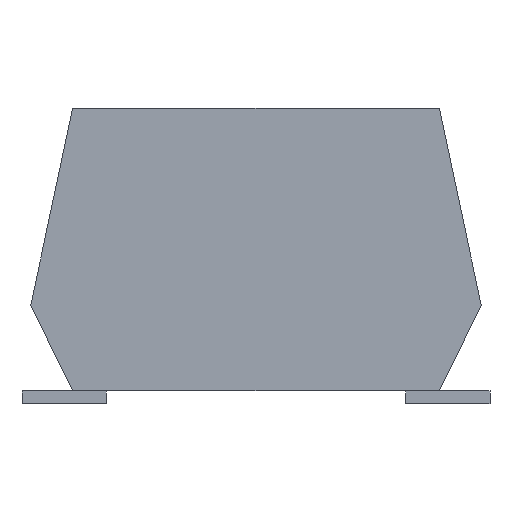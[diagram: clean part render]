
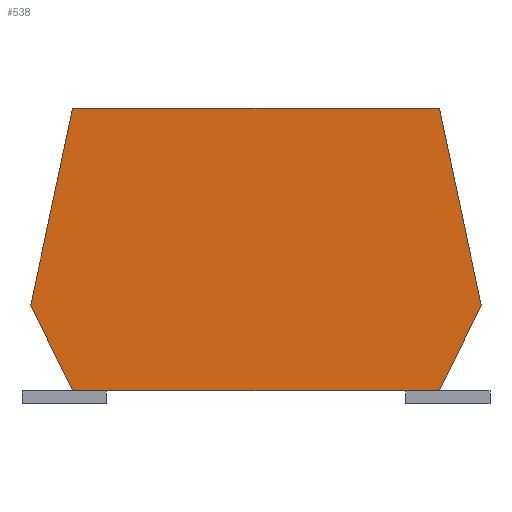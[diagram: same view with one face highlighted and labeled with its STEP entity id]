
A CAD part, front view. The second image highlights one B-rep face of the part: STEP entity #538.
In plain terms, the highlighted planar face has unit normal (0, -1, 0).
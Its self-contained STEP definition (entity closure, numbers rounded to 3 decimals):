
#272 = ORIENTED_EDGE ( 'NONE', *, *, #4369, .F. ) ;
#538 = ADVANCED_FACE ( 'NONE', ( #12073 ), #9874, .F. ) ;
#792 = CARTESIAN_POINT ( 'NONE',  ( 4.35, -6.375, 6.7 ) ) ;
#870 = VECTOR ( 'NONE', #9324, 1000. ) ;
#991 = VECTOR ( 'NONE', #2898, 1000. ) ;
#1043 = VERTEX_POINT ( 'NONE', #3981 ) ;
#1087 = AXIS2_PLACEMENT_3D ( 'NONE', #3585, #10999, #4654 ) ;
#1239 = CARTESIAN_POINT ( 'NONE',  ( -5.35, -6.375, 0. ) ) ;
#1314 = ORIENTED_EDGE ( 'NONE', *, *, #3942, .F. ) ;
#1870 = EDGE_CURVE ( 'NONE', #5961, #12272, #9490, .T. ) ;
#2288 = ORIENTED_EDGE ( 'NONE', *, *, #11692, .T. ) ;
#2327 = DIRECTION ( 'NONE',  ( 1., 0., 0. ) ) ;
#2733 = VECTOR ( 'NONE', #4722, 1000. ) ;
#2898 = DIRECTION ( 'NONE',  ( 0.208, 0., 0.978 ) ) ;
#3082 = LINE ( 'NONE', #3650, #2733 ) ;
#3585 = CARTESIAN_POINT ( 'NONE',  ( -5.35, -6.375, 0. ) ) ;
#3650 = CARTESIAN_POINT ( 'NONE',  ( -5.35, -6.375, 6.7 ) ) ;
#3709 = LINE ( 'NONE', #13299, #10339 ) ;
#3917 = VECTOR ( 'NONE', #2327, 1000. ) ;
#3931 = CARTESIAN_POINT ( 'NONE',  ( -5.342, -6.375, 2.034 ) ) ;
#3942 = EDGE_CURVE ( 'NONE', #1043, #10641, #12206, .T. ) ;
#3981 = CARTESIAN_POINT ( 'NONE',  ( 4.35, -6.375, 6.7 ) ) ;
#4263 = LINE ( 'NONE', #1239, #3917 ) ;
#4369 = EDGE_CURVE ( 'NONE', #8494, #5961, #9509, .T. ) ;
#4654 = DIRECTION ( 'NONE',  ( 0., 0., 1. ) ) ;
#4680 = ORIENTED_EDGE ( 'NONE', *, *, #10211, .F. ) ;
#4722 = DIRECTION ( 'NONE',  ( 1., 0., 0. ) ) ;
#5961 = VERTEX_POINT ( 'NONE', #13789 ) ;
#6470 = ORIENTED_EDGE ( 'NONE', *, *, #1870, .F. ) ;
#6551 = CARTESIAN_POINT ( 'NONE',  ( -4.35, -6.375, 0. ) ) ;
#7623 = DIRECTION ( 'NONE',  ( -0.438, 0., 0.899 ) ) ;
#8494 = VERTEX_POINT ( 'NONE', #12422 ) ;
#9324 = DIRECTION ( 'NONE',  ( 0.208, 0., -0.978 ) ) ;
#9490 = LINE ( 'NONE', #3931, #991 ) ;
#9509 = LINE ( 'NONE', #6551, #12328 ) ;
#9874 = PLANE ( 'NONE',  #1087 ) ;
#10211 = EDGE_CURVE ( 'NONE', #10641, #12411, #3709, .T. ) ;
#10339 = VECTOR ( 'NONE', #13345, 1000. ) ;
#10641 = VERTEX_POINT ( 'NONE', #11082 ) ;
#10644 = CARTESIAN_POINT ( 'NONE',  ( -4.35, -6.375, 6.7 ) ) ;
#10861 = CARTESIAN_POINT ( 'NONE',  ( 4.35, -6.375, 0. ) ) ;
#10999 = DIRECTION ( 'NONE',  ( 0., 1., 0. ) ) ;
#11082 = CARTESIAN_POINT ( 'NONE',  ( 5.342, -6.375, 2.034 ) ) ;
#11579 = EDGE_LOOP ( 'NONE', ( #12243, #6470, #272, #2288, #4680, #1314 ) ) ;
#11692 = EDGE_CURVE ( 'NONE', #8494, #12411, #4263, .T. ) ;
#11845 = EDGE_CURVE ( 'NONE', #12272, #1043, #3082, .T. ) ;
#12073 = FACE_OUTER_BOUND ( 'NONE', #11579, .T. ) ;
#12206 = LINE ( 'NONE', #792, #870 ) ;
#12243 = ORIENTED_EDGE ( 'NONE', *, *, #11845, .F. ) ;
#12272 = VERTEX_POINT ( 'NONE', #10644 ) ;
#12328 = VECTOR ( 'NONE', #7623, 1000. ) ;
#12411 = VERTEX_POINT ( 'NONE', #10861 ) ;
#12422 = CARTESIAN_POINT ( 'NONE',  ( -4.35, -6.375, 0. ) ) ;
#13299 = CARTESIAN_POINT ( 'NONE',  ( 4.35, -6.375, 0. ) ) ;
#13345 = DIRECTION ( 'NONE',  ( -0.438, 0., -0.899 ) ) ;
#13789 = CARTESIAN_POINT ( 'NONE',  ( -5.342, -6.375, 2.034 ) ) ;
